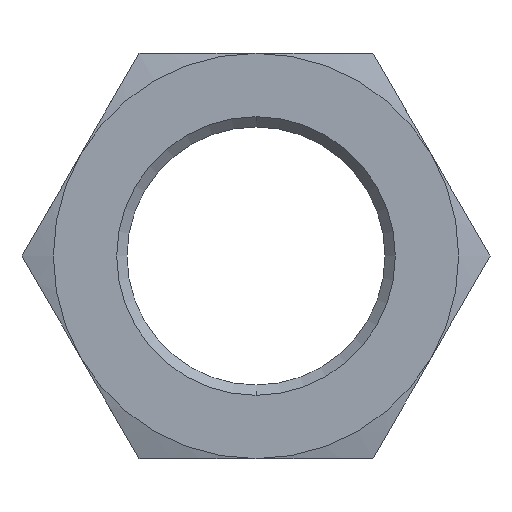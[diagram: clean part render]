
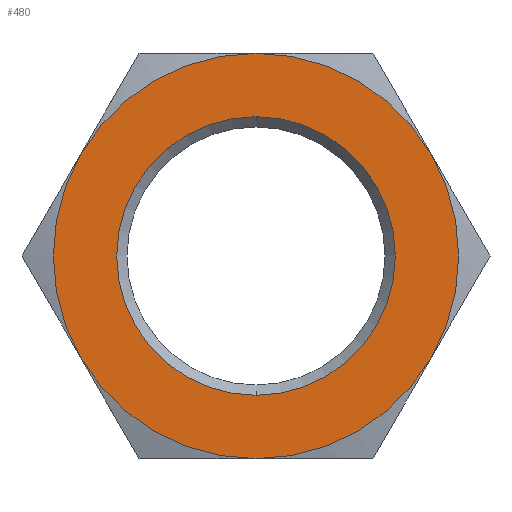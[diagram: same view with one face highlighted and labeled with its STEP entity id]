
A CAD part, left-side view. The second image highlights one B-rep face of the part: STEP entity #480.
In plain terms, the highlighted planar face has unit normal (-1, 0, 0).
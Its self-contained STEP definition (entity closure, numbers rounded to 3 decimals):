
#66=CARTESIAN_POINT('',(-0.,0.,16.));
#67=VERTEX_POINT('',#66);
#113=CARTESIAN_POINT('',(-0.,13.856,8.));
#114=VERTEX_POINT('',#113);
#160=CARTESIAN_POINT('',(-0.,-13.856,8.));
#161=VERTEX_POINT('',#160);
#262=CARTESIAN_POINT('',(0.,-0.,-11.));
#263=VERTEX_POINT('',#262);
#270=CARTESIAN_POINT('',(0.,0.,11.));
#271=VERTEX_POINT('',#270);
#272=CARTESIAN_POINT('',(0.,0.,0.));
#273=DIRECTION('',(1.,0.,-0.));
#274=DIRECTION('',(0.,0.,1.));
#275=AXIS2_PLACEMENT_3D('',#272,#273,#274);
#276=CIRCLE('',#275,11.);
#277=EDGE_CURVE('',#271,#263,#276,.T.);
#384=CARTESIAN_POINT('',(0.,0.,0.));
#385=DIRECTION('',(1.,0.,-0.));
#386=DIRECTION('',(-0.,0.,-1.));
#387=AXIS2_PLACEMENT_3D('',#384,#385,#386);
#388=CIRCLE('',#387,16.);
#389=EDGE_CURVE('',#67,#161,#388,.T.);
#399=CARTESIAN_POINT('',(0.,0.,0.));
#400=DIRECTION('',(1.,0.,-0.));
#401=DIRECTION('',(-0.,0.,-1.));
#402=AXIS2_PLACEMENT_3D('',#399,#400,#401);
#403=CIRCLE('',#402,16.);
#404=EDGE_CURVE('',#114,#67,#403,.T.);
#416=CARTESIAN_POINT('',(-0.,13.856,-8.));
#417=VERTEX_POINT('',#416);
#418=CARTESIAN_POINT('',(0.,0.,0.));
#419=DIRECTION('',(1.,0.,-0.));
#420=DIRECTION('',(-0.,0.,-1.));
#421=AXIS2_PLACEMENT_3D('',#418,#419,#420);
#422=CIRCLE('',#421,16.);
#423=EDGE_CURVE('',#417,#114,#422,.T.);
#435=CARTESIAN_POINT('',(0.,0.,0.));
#436=DIRECTION('',(1.,0.,0.));
#437=DIRECTION('',(0.,0.,-1.));
#438=AXIS2_PLACEMENT_3D('',#435,#436,#437);
#439=PLANE('',#438);
#440=ORIENTED_EDGE('',*,*,#423,.F.);
#441=CARTESIAN_POINT('',(0.,0.,-16.));
#442=VERTEX_POINT('',#441);
#443=CARTESIAN_POINT('',(0.,0.,0.));
#444=DIRECTION('',(1.,0.,-0.));
#445=DIRECTION('',(-0.,0.,-1.));
#446=AXIS2_PLACEMENT_3D('',#443,#444,#445);
#447=CIRCLE('',#446,16.);
#448=EDGE_CURVE('',#442,#417,#447,.T.);
#449=ORIENTED_EDGE('',*,*,#448,.F.);
#450=CARTESIAN_POINT('',(-0.,-13.856,-8.));
#451=VERTEX_POINT('',#450);
#452=CARTESIAN_POINT('',(0.,0.,0.));
#453=DIRECTION('',(1.,0.,-0.));
#454=DIRECTION('',(-0.,0.,-1.));
#455=AXIS2_PLACEMENT_3D('',#452,#453,#454);
#456=CIRCLE('',#455,16.);
#457=EDGE_CURVE('',#451,#442,#456,.T.);
#458=ORIENTED_EDGE('',*,*,#457,.F.);
#459=CARTESIAN_POINT('',(0.,0.,0.));
#460=DIRECTION('',(1.,0.,-0.));
#461=DIRECTION('',(-0.,0.,-1.));
#462=AXIS2_PLACEMENT_3D('',#459,#460,#461);
#463=CIRCLE('',#462,16.);
#464=EDGE_CURVE('',#161,#451,#463,.T.);
#465=ORIENTED_EDGE('',*,*,#464,.F.);
#466=ORIENTED_EDGE('',*,*,#389,.F.);
#467=ORIENTED_EDGE('',*,*,#404,.F.);
#468=EDGE_LOOP('',(#440,#449,#458,#465,#466,#467));
#469=FACE_BOUND('',#468,.T.);
#470=CARTESIAN_POINT('',(0.,0.,0.));
#471=DIRECTION('',(1.,0.,-0.));
#472=DIRECTION('',(0.,0.,1.));
#473=AXIS2_PLACEMENT_3D('',#470,#471,#472);
#474=CIRCLE('',#473,11.);
#475=EDGE_CURVE('',#263,#271,#474,.T.);
#476=ORIENTED_EDGE('',*,*,#475,.T.);
#477=ORIENTED_EDGE('',*,*,#277,.T.);
#478=EDGE_LOOP('',(#476,#477));
#479=FACE_BOUND('',#478,.T.);
#480=ADVANCED_FACE('',(#469,#479),#439,.F.);
